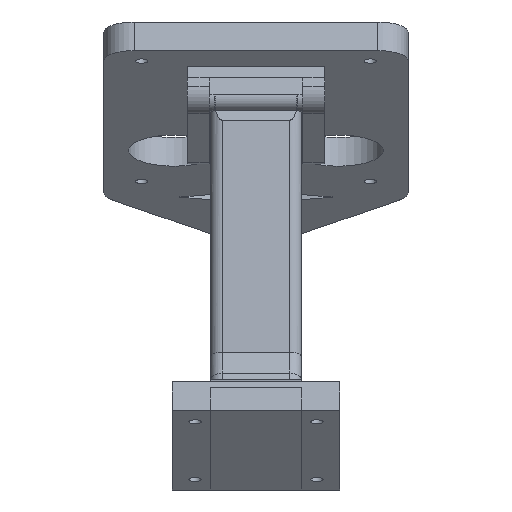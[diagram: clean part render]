
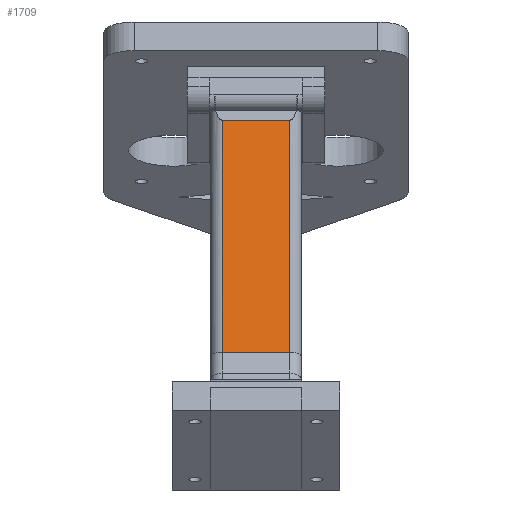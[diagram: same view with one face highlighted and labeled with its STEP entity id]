
A CAD part, top view. The second image highlights one B-rep face of the part: STEP entity #1709.
In plain terms, the highlighted planar face has unit normal (0, 0.174, 0.985).
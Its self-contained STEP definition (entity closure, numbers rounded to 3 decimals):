
#100 = PLANE('',#101);
#101 = AXIS2_PLACEMENT_3D('',#102,#103,#104);
#102 = CARTESIAN_POINT('',(-16.219,232.932,
    9.399));
#103 = DIRECTION('',(0.,0.458,0.889));
#104 = DIRECTION('',(0.,0.889,-0.458)
  );
#473 = VERTEX_POINT('',#474);
#474 = CARTESIAN_POINT('',(9.781,239.735,5.891
    ));
#495 = EDGE_CURVE('',#496,#473,#498,.T.);
#496 = VERTEX_POINT('',#497);
#497 = CARTESIAN_POINT('',(-12.219,239.735,
    5.891));
#498 = SURFACE_CURVE('',#499,(#503,#510),.PCURVE_S1.);
#499 = LINE('',#500,#501);
#500 = CARTESIAN_POINT('',(-16.219,239.735,
    5.891));
#501 = VECTOR('',#502,1.);
#502 = DIRECTION('',(1.,0.,0.));
#503 = PCURVE('',#100,#504);
#504 = DEFINITIONAL_REPRESENTATION('',(#505),#509);
#505 = LINE('',#506,#507);
#506 = CARTESIAN_POINT('',(7.654,0.));
#507 = VECTOR('',#508,1.);
#508 = DIRECTION('',(0.,-1.));
#509 = ( GEOMETRIC_REPRESENTATION_CONTEXT(2) 
PARAMETRIC_REPRESENTATION_CONTEXT() REPRESENTATION_CONTEXT('2D SPACE',''
  ) );
#510 = PCURVE('',#511,#516);
#511 = PLANE('',#512);
#512 = AXIS2_PLACEMENT_3D('',#513,#514,#515);
#513 = CARTESIAN_POINT('',(-16.219,239.735,
    5.891));
#514 = DIRECTION('',(0.,0.174,0.985));
#515 = DIRECTION('',(0.,0.985,-0.174)
  );
#516 = DEFINITIONAL_REPRESENTATION('',(#517),#521);
#517 = LINE('',#518,#519);
#518 = CARTESIAN_POINT('',(0.,0.));
#519 = VECTOR('',#520,1.);
#520 = DIRECTION('',(0.,-1.));
#521 = ( GEOMETRIC_REPRESENTATION_CONTEXT(2) 
PARAMETRIC_REPRESENTATION_CONTEXT() REPRESENTATION_CONTEXT('2D SPACE',''
  ) );
#640 = CYLINDRICAL_SURFACE('',#641,4.);
#641 = AXIS2_PLACEMENT_3D('',#642,#643,#644);
#642 = CARTESIAN_POINT('',(-12.219,239.038,
    1.952));
#643 = DIRECTION('',(0.,0.985,-0.174)
  );
#644 = DIRECTION('',(-1.,0.,0.));
#1182 = CYLINDRICAL_SURFACE('',#1183,4.);
#1183 = AXIS2_PLACEMENT_3D('',#1184,#1185,#1186);
#1184 = CARTESIAN_POINT('',(9.781,239.038,
    1.952));
#1185 = DIRECTION('',(0.,0.985,-0.174
    ));
#1186 = DIRECTION('',(1.,0.,0.));
#1709 = ADVANCED_FACE('',(#1710),#511,.T.);
#1710 = FACE_BOUND('',#1711,.T.);
#1711 = EDGE_LOOP('',(#1712,#1713,#1736,#1764));
#1712 = ORIENTED_EDGE('',*,*,#495,.T.);
#1713 = ORIENTED_EDGE('',*,*,#1714,.T.);
#1714 = EDGE_CURVE('',#473,#1715,#1717,.T.);
#1715 = VERTEX_POINT('',#1716);
#1716 = CARTESIAN_POINT('',(9.781,315.966,
    -7.587));
#1717 = SURFACE_CURVE('',#1718,(#1722,#1729),.PCURVE_S1.);
#1718 = LINE('',#1719,#1720);
#1719 = CARTESIAN_POINT('',(9.781,239.735,
    5.891));
#1720 = VECTOR('',#1721,1.);
#1721 = DIRECTION('',(0.,0.985,-0.174
    ));
#1722 = PCURVE('',#511,#1723);
#1723 = DEFINITIONAL_REPRESENTATION('',(#1724),#1728);
#1724 = LINE('',#1725,#1726);
#1725 = CARTESIAN_POINT('',(0.,-26.));
#1726 = VECTOR('',#1727,1.);
#1727 = DIRECTION('',(1.,0.));
#1728 = ( GEOMETRIC_REPRESENTATION_CONTEXT(2) 
PARAMETRIC_REPRESENTATION_CONTEXT() REPRESENTATION_CONTEXT('2D SPACE',''
  ) );
#1729 = PCURVE('',#1182,#1730);
#1730 = DEFINITIONAL_REPRESENTATION('',(#1731),#1735);
#1731 = LINE('',#1732,#1733);
#1732 = CARTESIAN_POINT('',(-1.571,0.));
#1733 = VECTOR('',#1734,1.);
#1734 = DIRECTION('',(-0.,1.));
#1735 = ( GEOMETRIC_REPRESENTATION_CONTEXT(2) 
PARAMETRIC_REPRESENTATION_CONTEXT() REPRESENTATION_CONTEXT('2D SPACE',''
  ) );
#1736 = ORIENTED_EDGE('',*,*,#1737,.F.);
#1737 = EDGE_CURVE('',#1738,#1715,#1740,.T.);
#1738 = VERTEX_POINT('',#1739);
#1739 = CARTESIAN_POINT('',(-12.219,315.966,
    -7.587));
#1740 = SURFACE_CURVE('',#1741,(#1745,#1752),.PCURVE_S1.);
#1741 = LINE('',#1742,#1743);
#1742 = CARTESIAN_POINT('',(-16.219,315.966,
    -7.587));
#1743 = VECTOR('',#1744,1.);
#1744 = DIRECTION('',(1.,0.,0.));
#1745 = PCURVE('',#511,#1746);
#1746 = DEFINITIONAL_REPRESENTATION('',(#1747),#1751);
#1747 = LINE('',#1748,#1749);
#1748 = CARTESIAN_POINT('',(77.414,0.));
#1749 = VECTOR('',#1750,1.);
#1750 = DIRECTION('',(0.,-1.));
#1751 = ( GEOMETRIC_REPRESENTATION_CONTEXT(2) 
PARAMETRIC_REPRESENTATION_CONTEXT() REPRESENTATION_CONTEXT('2D SPACE',''
  ) );
#1752 = PCURVE('',#1753,#1758);
#1753 = PLANE('',#1754);
#1754 = AXIS2_PLACEMENT_3D('',#1755,#1756,#1757);
#1755 = CARTESIAN_POINT('',(-16.219,315.966,
    -7.587));
#1756 = DIRECTION('',(0.,0.375,0.927));
#1757 = DIRECTION('',(0.,0.927,-0.375
    ));
#1758 = DEFINITIONAL_REPRESENTATION('',(#1759),#1763);
#1759 = LINE('',#1760,#1761);
#1760 = CARTESIAN_POINT('',(0.,0.));
#1761 = VECTOR('',#1762,1.);
#1762 = DIRECTION('',(0.,-1.));
#1763 = ( GEOMETRIC_REPRESENTATION_CONTEXT(2) 
PARAMETRIC_REPRESENTATION_CONTEXT() REPRESENTATION_CONTEXT('2D SPACE',''
  ) );
#1764 = ORIENTED_EDGE('',*,*,#1765,.F.);
#1765 = EDGE_CURVE('',#496,#1738,#1766,.T.);
#1766 = SURFACE_CURVE('',#1767,(#1771,#1778),.PCURVE_S1.);
#1767 = LINE('',#1768,#1769);
#1768 = CARTESIAN_POINT('',(-12.219,239.735,
    5.891));
#1769 = VECTOR('',#1770,1.);
#1770 = DIRECTION('',(0.,0.985,-0.174
    ));
#1771 = PCURVE('',#511,#1772);
#1772 = DEFINITIONAL_REPRESENTATION('',(#1773),#1777);
#1773 = LINE('',#1774,#1775);
#1774 = CARTESIAN_POINT('',(0.,-4.));
#1775 = VECTOR('',#1776,1.);
#1776 = DIRECTION('',(1.,0.));
#1777 = ( GEOMETRIC_REPRESENTATION_CONTEXT(2) 
PARAMETRIC_REPRESENTATION_CONTEXT() REPRESENTATION_CONTEXT('2D SPACE',''
  ) );
#1778 = PCURVE('',#640,#1779);
#1779 = DEFINITIONAL_REPRESENTATION('',(#1780),#1784);
#1780 = LINE('',#1781,#1782);
#1781 = CARTESIAN_POINT('',(1.571,0.));
#1782 = VECTOR('',#1783,1.);
#1783 = DIRECTION('',(0.,1.));
#1784 = ( GEOMETRIC_REPRESENTATION_CONTEXT(2) 
PARAMETRIC_REPRESENTATION_CONTEXT() REPRESENTATION_CONTEXT('2D SPACE',''
  ) );
